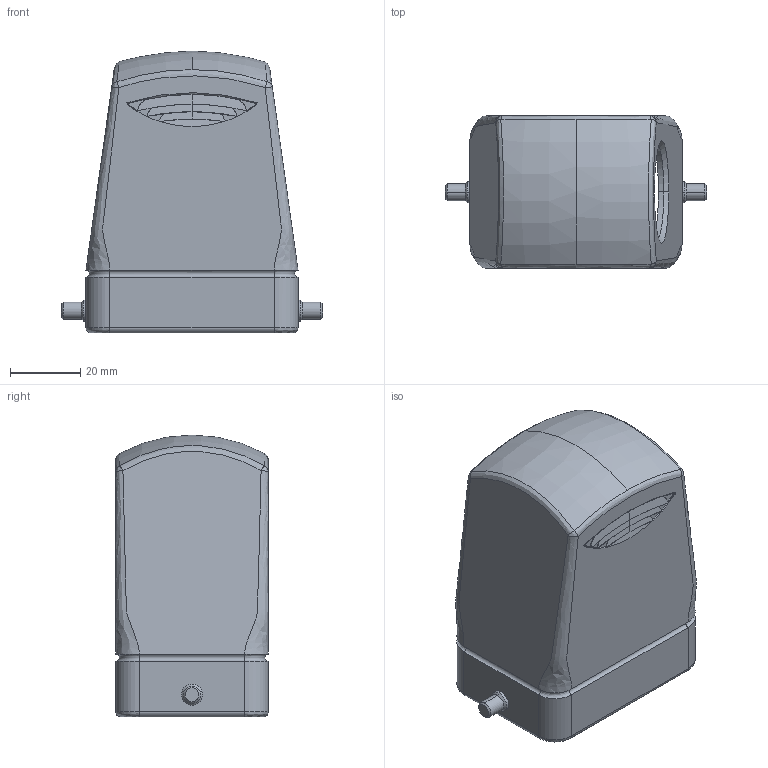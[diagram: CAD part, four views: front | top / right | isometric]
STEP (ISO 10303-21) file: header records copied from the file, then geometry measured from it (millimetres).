
FILE_DESCRIPTION (( 'STEP AP214' ), '1' );
FILE_NAME ('ZP-MC06B-2-SSE21ML.STEP', '2020-07-20T12:30:31', ( '' ), ( '' ), 'SwSTEP 2.0', 'SolidWorks 2019', '' );
FILE_SCHEMA (( 'AUTOMOTIVE_DESIGN' ));
Length unit declared in the file: inch
Products named in the file (1): ZP-MC06B-2-SSE21ML
Bounding box: 74.2 x 43.3 x 80 mm (x, y, z)
Volume: 61424.5 mm3; surface area: 30320.5 mm2
Topology: 1 solids, 1 shells, 284 faces, 726 edges, 447 vertices
Faces by surface type: cylinder 126, plane 91, bspline 34, cone 29, torus 4
Entity records: 10351 total; most frequent: CARTESIAN_POINT 3777, ORIENTED_EDGE 1432, DIRECTION 1298, EDGE_CURVE 716, AXIS2_PLACEMENT_3D 489, VERTEX_POINT 447, LINE 320, VECTOR 320
